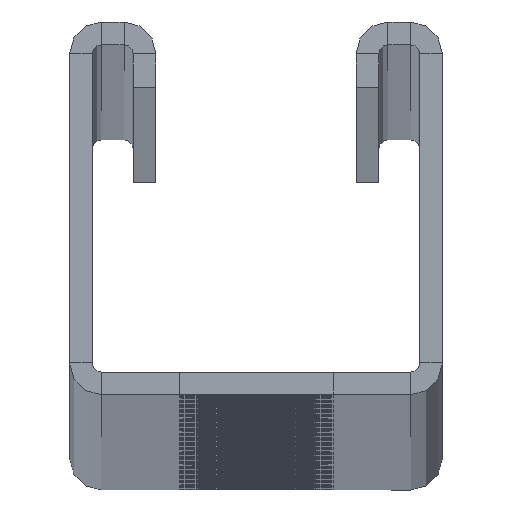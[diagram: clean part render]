
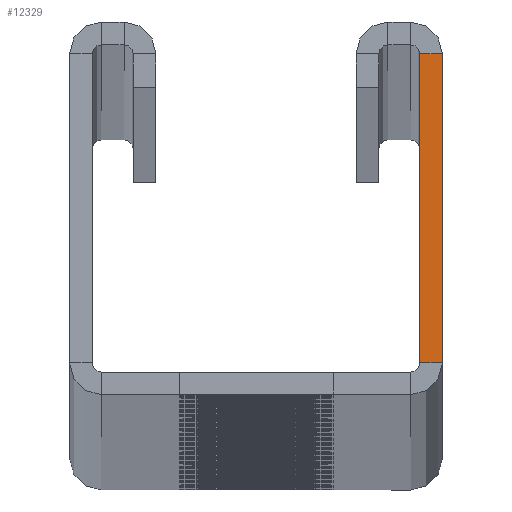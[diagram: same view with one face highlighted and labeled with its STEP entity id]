
A CAD part, top view. The second image highlights one B-rep face of the part: STEP entity #12329.
In plain terms, the highlighted planar face has unit normal (0, 0, 1).
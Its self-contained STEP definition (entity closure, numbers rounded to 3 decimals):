
#12048=CARTESIAN_POINT('',(20.5,17.,6000.0));
#12049=VERTEX_POINT('',#12048);
#12098=CARTESIAN_POINT('',(18.,17.,6000.0));
#12099=VERTEX_POINT('',#12098);
#12107=CARTESIAN_POINT('',(18.,17.,6000.0));
#12108=DIRECTION('',(1.0,0.0,0.0));
#12109=VECTOR('',#12108,2.5);
#12110=LINE('',#12107,#12109);
#12111=EDGE_CURVE('',#12099,#12049,#12110,.T.);
#12155=CARTESIAN_POINT('',(18.,-17.,6000.0));
#12156=VERTEX_POINT('',#12155);
#12163=CARTESIAN_POINT('',(18.,17.,6000.0));
#12164=DIRECTION('',(0.0,-1.0,0.0));
#12165=VECTOR('',#12164,34.);
#12166=LINE('',#12163,#12165);
#12167=EDGE_CURVE('',#12099,#12156,#12166,.T.);
#12236=CARTESIAN_POINT('',(20.5,-17.,6000.0));
#12237=VERTEX_POINT('',#12236);
#12288=CARTESIAN_POINT('',(18.,-17.,6000.0));
#12289=DIRECTION('',(1.0,0.0,0.0));
#12290=VECTOR('',#12289,2.5);
#12291=LINE('',#12288,#12290);
#12292=EDGE_CURVE('',#12156,#12237,#12291,.T.);
#12313=CARTESIAN_POINT('',(20.5,-100.695,6000.0));
#12314=DIRECTION('',(0.0,0.0,1.0));
#12315=DIRECTION('',(1.0,0.0,0.0));
#12316=AXIS2_PLACEMENT_3D('',#12313,#12314,#12315);
#12317=PLANE('',#12316);
#12318=ORIENTED_EDGE('',*,*,#12111,.F.);
#12319=ORIENTED_EDGE('',*,*,#12167,.T.);
#12320=ORIENTED_EDGE('',*,*,#12292,.T.);
#12321=CARTESIAN_POINT('',(20.5,-17.,6000.0));
#12322=DIRECTION('',(0.0,1.0,0.0));
#12323=VECTOR('',#12322,34.);
#12324=LINE('',#12321,#12323);
#12325=EDGE_CURVE('',#12237,#12049,#12324,.T.);
#12326=ORIENTED_EDGE('',*,*,#12325,.T.);
#12327=EDGE_LOOP('',(#12318,#12319,#12320,#12326));
#12328=FACE_OUTER_BOUND('',#12327,.T.);
#12329=ADVANCED_FACE('',(#12328),#12317,.T.);
